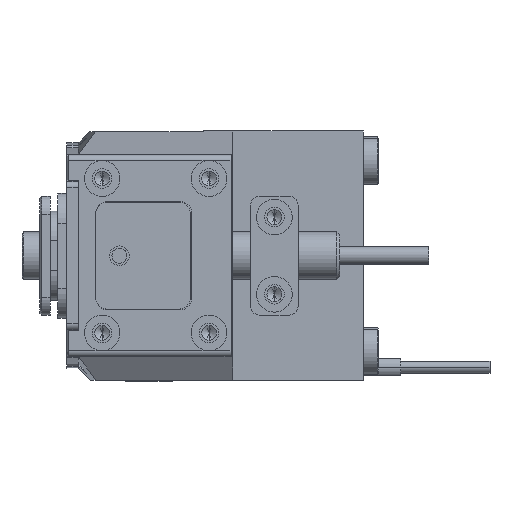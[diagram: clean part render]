
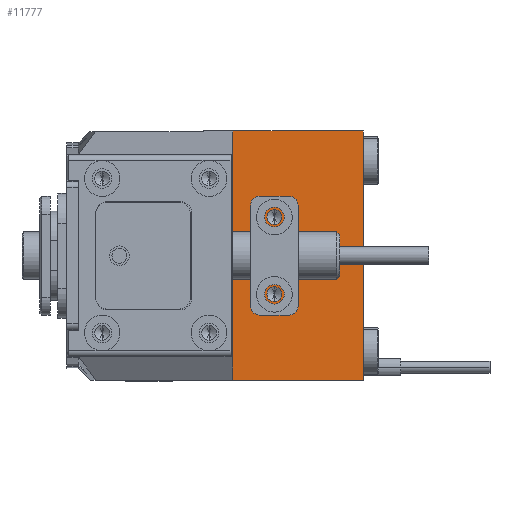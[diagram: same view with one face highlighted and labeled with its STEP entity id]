
A CAD part, left-side view. The second image highlights one B-rep face of the part: STEP entity #11777.
In plain terms, the highlighted planar face has unit normal (-1, 0, 0).
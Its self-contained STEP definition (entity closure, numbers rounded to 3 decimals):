
#1135 = FACE_BOUND ( 'NONE', #25091, .T. ) ;
#1207 = LINE ( 'NONE', #11971, #8797 ) ;
#1417 = VERTEX_POINT ( 'NONE', #17280 ) ;
#3101 = EDGE_CURVE ( 'NONE', #17916, #36078, #22313, .T. ) ;
#3287 = ORIENTED_EDGE ( 'NONE', *, *, #19396, .F. ) ;
#6177 = VERTEX_POINT ( 'NONE', #18846 ) ;
#6552 = PLANE ( 'NONE',  #13160 ) ;
#6768 = EDGE_LOOP ( 'NONE', ( #16834, #17773, #30717, #33498 ) ) ;
#7156 = CARTESIAN_POINT ( 'NONE',  ( -31.5, 15., -6.5 ) ) ;
#7172 = CARTESIAN_POINT ( 'NONE',  ( -31.5, 22., -21. ) ) ;
#7268 = EDGE_LOOP ( 'NONE', ( #41520, #14446 ) ) ;
#8797 = VECTOR ( 'NONE', #23661, 1000. ) ;
#9304 = EDGE_CURVE ( 'NONE', #1417, #24658, #1207, .T. ) ;
#9366 = AXIS2_PLACEMENT_3D ( 'NONE', #29116, #29281, #25238 ) ;
#9474 = EDGE_CURVE ( 'NONE', #12259, #24658, #29091, .T. ) ;
#9522 = AXIS2_PLACEMENT_3D ( 'NONE', #35159, #42280, #38693 ) ;
#10458 = CIRCLE ( 'NONE', #9522, 1.25 ) ;
#11777 = ADVANCED_FACE ( 'NONE', ( #19214, #1135, #33044 ), #6552, .F. ) ;
#11971 = CARTESIAN_POINT ( 'NONE',  ( -31.5, 22., 21. ) ) ;
#12259 = VERTEX_POINT ( 'NONE', #24679 ) ;
#12396 = VECTOR ( 'NONE', #13583, 1000. ) ;
#12689 = AXIS2_PLACEMENT_3D ( 'NONE', #7156, #47538, #21768 ) ;
#12730 = EDGE_CURVE ( 'NONE', #24323, #12259, #44553, .T. ) ;
#13160 = AXIS2_PLACEMENT_3D ( 'NONE', #36485, #17601, #39599 ) ;
#13583 = DIRECTION ( 'NONE',  ( 0., 0., 1. ) ) ;
#14446 = ORIENTED_EDGE ( 'NONE', *, *, #33968, .F. ) ;
#16447 = EDGE_CURVE ( 'NONE', #36367, #6177, #10458, .T. ) ;
#16834 = ORIENTED_EDGE ( 'NONE', *, *, #9474, .T. ) ;
#17280 = CARTESIAN_POINT ( 'NONE',  ( -31.5, 22., 21. ) ) ;
#17601 = DIRECTION ( 'NONE',  ( 1., 0., 0. ) ) ;
#17655 = CARTESIAN_POINT ( 'NONE',  ( -31.5, 22., 21. ) ) ;
#17773 = ORIENTED_EDGE ( 'NONE', *, *, #9304, .F. ) ;
#17916 = VERTEX_POINT ( 'NONE', #32240 ) ;
#18496 = VECTOR ( 'NONE', #22205, 1000. ) ;
#18846 = CARTESIAN_POINT ( 'NONE',  ( -31.5, 15., -7.75 ) ) ;
#19214 = FACE_BOUND ( 'NONE', #7268, .T. ) ;
#19390 = CARTESIAN_POINT ( 'NONE',  ( -31.5, 15., 6.5 ) ) ;
#19396 = EDGE_CURVE ( 'NONE', #36078, #17916, #42302, .T. ) ;
#19543 = DIRECTION ( 'NONE',  ( -1., 0., 0. ) ) ;
#21768 = DIRECTION ( 'NONE',  ( 0., 0., 1. ) ) ;
#22205 = DIRECTION ( 'NONE',  ( 0., -1., 0. ) ) ;
#22313 = CIRCLE ( 'NONE', #9366, 1.25 ) ;
#23661 = DIRECTION ( 'NONE',  ( 0., -1., 0. ) ) ;
#24323 = VERTEX_POINT ( 'NONE', #35896 ) ;
#24454 = VECTOR ( 'NONE', #39309, 1000. ) ;
#24658 = VERTEX_POINT ( 'NONE', #41304 ) ;
#24679 = CARTESIAN_POINT ( 'NONE',  ( -31.5, 0., -21. ) ) ;
#25091 = EDGE_LOOP ( 'NONE', ( #41765, #3287 ) ) ;
#25238 = DIRECTION ( 'NONE',  ( 0., 0., 1. ) ) ;
#27016 = DIRECTION ( 'NONE',  ( 0., 0., 1. ) ) ;
#27878 = CARTESIAN_POINT ( 'NONE',  ( -31.5, 0., 21. ) ) ;
#29091 = LINE ( 'NONE', #27878, #24454 ) ;
#29116 = CARTESIAN_POINT ( 'NONE',  ( -31.5, 15., 6.5 ) ) ;
#29281 = DIRECTION ( 'NONE',  ( -1., 0., 0. ) ) ;
#29412 = AXIS2_PLACEMENT_3D ( 'NONE', #19390, #19543, #27016 ) ;
#30717 = ORIENTED_EDGE ( 'NONE', *, *, #38133, .F. ) ;
#32240 = CARTESIAN_POINT ( 'NONE',  ( -31.5, 15., 7.75 ) ) ;
#33044 = FACE_OUTER_BOUND ( 'NONE', #6768, .T. ) ;
#33228 = CARTESIAN_POINT ( 'NONE',  ( -31.5, 15., -5.25 ) ) ;
#33498 = ORIENTED_EDGE ( 'NONE', *, *, #12730, .T. ) ;
#33968 = EDGE_CURVE ( 'NONE', #6177, #36367, #38370, .T. ) ;
#35159 = CARTESIAN_POINT ( 'NONE',  ( -31.5, 15., -6.5 ) ) ;
#35592 = LINE ( 'NONE', #17655, #12396 ) ;
#35896 = CARTESIAN_POINT ( 'NONE',  ( -31.5, 22., -21. ) ) ;
#36078 = VERTEX_POINT ( 'NONE', #47493 ) ;
#36367 = VERTEX_POINT ( 'NONE', #33228 ) ;
#36485 = CARTESIAN_POINT ( 'NONE',  ( -31.5, 22., 21. ) ) ;
#38133 = EDGE_CURVE ( 'NONE', #24323, #1417, #35592, .T. ) ;
#38370 = CIRCLE ( 'NONE', #12689, 1.25 ) ;
#38693 = DIRECTION ( 'NONE',  ( 0., 0., 1. ) ) ;
#39309 = DIRECTION ( 'NONE',  ( 0., 0., 1. ) ) ;
#39599 = DIRECTION ( 'NONE',  ( 0., 0., -1. ) ) ;
#41304 = CARTESIAN_POINT ( 'NONE',  ( -31.5, 0., 21. ) ) ;
#41520 = ORIENTED_EDGE ( 'NONE', *, *, #16447, .F. ) ;
#41765 = ORIENTED_EDGE ( 'NONE', *, *, #3101, .F. ) ;
#42280 = DIRECTION ( 'NONE',  ( -1., 0., 0. ) ) ;
#42302 = CIRCLE ( 'NONE', #29412, 1.25 ) ;
#44553 = LINE ( 'NONE', #7172, #18496 ) ;
#47493 = CARTESIAN_POINT ( 'NONE',  ( -31.5, 15., 5.25 ) ) ;
#47538 = DIRECTION ( 'NONE',  ( -1., 0., 0. ) ) ;
